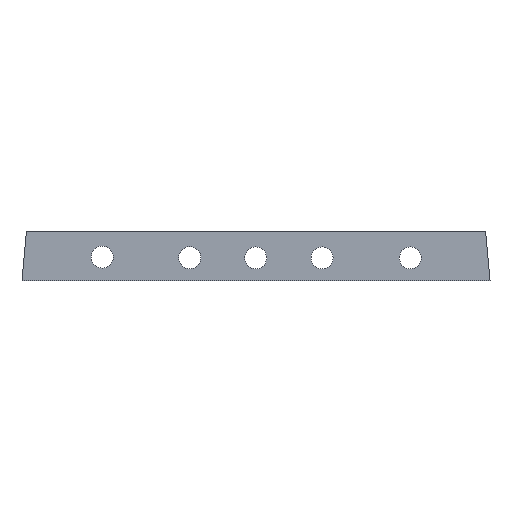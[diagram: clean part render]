
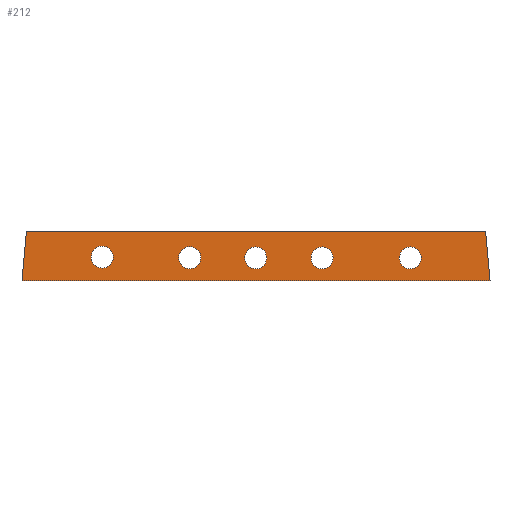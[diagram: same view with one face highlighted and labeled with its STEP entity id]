
A CAD part, top view. The second image highlights one B-rep face of the part: STEP entity #212.
In plain terms, the highlighted planar face has unit normal (0, 0, 1).
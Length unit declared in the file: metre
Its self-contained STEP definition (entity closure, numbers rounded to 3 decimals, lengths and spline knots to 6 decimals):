
#25=FACE_BOUND('',#58,.T.);
#26=FACE_BOUND('',#59,.T.);
#27=FACE_BOUND('',#60,.T.);
#28=FACE_BOUND('',#61,.T.);
#29=FACE_BOUND('',#62,.T.);
#35=CIRCLE('',#243,0.01);
#36=CIRCLE('',#244,0.01);
#37=CIRCLE('',#245,0.01);
#38=CIRCLE('',#246,0.01);
#39=CIRCLE('',#247,0.01);
#41=FACE_OUTER_BOUND('',#57,.T.);
#57=EDGE_LOOP('',(#160,#161,#162,#163));
#58=EDGE_LOOP('',(#164));
#59=EDGE_LOOP('',(#165));
#60=EDGE_LOOP('',(#166));
#61=EDGE_LOOP('',(#167));
#62=EDGE_LOOP('',(#168));
#76=LINE('',#341,#93);
#77=LINE('',#343,#94);
#78=LINE('',#345,#95);
#79=LINE('',#346,#96);
#93=VECTOR('',#277,0.01);
#94=VECTOR('',#278,0.01);
#95=VECTOR('',#279,0.01);
#96=VECTOR('',#280,0.01);
#115=VERTEX_POINT('',#339);
#116=VERTEX_POINT('',#340);
#117=VERTEX_POINT('',#342);
#118=VERTEX_POINT('',#344);
#119=VERTEX_POINT('',#347);
#120=VERTEX_POINT('',#349);
#121=VERTEX_POINT('',#351);
#122=VERTEX_POINT('',#353);
#123=VERTEX_POINT('',#355);
#133=EDGE_CURVE('',#115,#116,#76,.F.);
#134=EDGE_CURVE('',#115,#117,#77,.F.);
#135=EDGE_CURVE('',#117,#118,#78,.F.);
#136=EDGE_CURVE('',#116,#118,#79,.F.);
#137=EDGE_CURVE('',#119,#119,#35,.F.);
#138=EDGE_CURVE('',#120,#120,#36,.F.);
#139=EDGE_CURVE('',#121,#121,#37,.F.);
#140=EDGE_CURVE('',#122,#122,#38,.F.);
#141=EDGE_CURVE('',#123,#123,#39,.F.);
#160=ORIENTED_EDGE('',*,*,#133,.F.);
#161=ORIENTED_EDGE('',*,*,#134,.T.);
#162=ORIENTED_EDGE('',*,*,#135,.T.);
#163=ORIENTED_EDGE('',*,*,#136,.F.);
#164=ORIENTED_EDGE('',*,*,#137,.T.);
#165=ORIENTED_EDGE('',*,*,#138,.T.);
#166=ORIENTED_EDGE('',*,*,#139,.T.);
#167=ORIENTED_EDGE('',*,*,#140,.T.);
#168=ORIENTED_EDGE('',*,*,#141,.T.);
#206=PLANE('',#242);
#212=ADVANCED_FACE('',(#41,#25,#26,#27,#28,#29),#206,.T.);
#242=AXIS2_PLACEMENT_3D('',#338,#275,#276);
#243=AXIS2_PLACEMENT_3D('',#348,#281,#282);
#244=AXIS2_PLACEMENT_3D('',#350,#283,#284);
#245=AXIS2_PLACEMENT_3D('',#352,#285,#286);
#246=AXIS2_PLACEMENT_3D('',#354,#287,#288);
#247=AXIS2_PLACEMENT_3D('',#356,#289,#290);
#275=DIRECTION('center_axis',(0.,0.,1.));
#276=DIRECTION('ref_axis',(1.,0.,0.));
#277=DIRECTION('',(-0.089,-0.996,0.));
#278=DIRECTION('',(-1.,0.,0.));
#279=DIRECTION('',(0.089,-0.996,0.));
#280=DIRECTION('',(-1.,0.,0.));
#281=DIRECTION('center_axis',(0.,0.,1.));
#282=DIRECTION('ref_axis',(-1.,0.,0.));
#283=DIRECTION('center_axis',(0.,0.,1.));
#284=DIRECTION('ref_axis',(-1.,0.,0.));
#285=DIRECTION('center_axis',(0.,0.,1.));
#286=DIRECTION('ref_axis',(-1.,0.,0.));
#287=DIRECTION('center_axis',(0.,0.,1.));
#288=DIRECTION('ref_axis',(-1.,0.,0.));
#289=DIRECTION('center_axis',(0.,0.,1.));
#290=DIRECTION('ref_axis',(-1.,0.,0.));
#338=CARTESIAN_POINT('Origin',(0.00032,0.512363,-0.030592));
#339=CARTESIAN_POINT('',(-0.21218,0.489863,-0.030592));
#340=CARTESIAN_POINT('',(-0.20818,0.534863,-0.030592));
#341=CARTESIAN_POINT('',(-0.209354,0.521645,-0.030592));
#342=CARTESIAN_POINT('',(0.21282,0.489863,-0.030592));
#343=CARTESIAN_POINT('',(-0.052805,0.489863,-0.030592));
#344=CARTESIAN_POINT('',(0.20882,0.534863,-0.030592));
#345=CARTESIAN_POINT('',(0.209995,0.521645,-0.030592));
#346=CARTESIAN_POINT('',(-0.051805,0.534863,-0.030592));
#347=CARTESIAN_POINT('',(-0.129267,0.511362,-0.030592));
#348=CARTESIAN_POINT('Origin',(-0.139267,0.511362,-0.030592));
#349=CARTESIAN_POINT('',(0.150554,0.510601,-0.030592));
#350=CARTESIAN_POINT('Origin',(0.140554,0.510601,-0.030592));
#351=CARTESIAN_POINT('',(-0.049866,0.510846,-0.030592));
#352=CARTESIAN_POINT('Origin',(-0.059866,0.510846,-0.030592));
#353=CARTESIAN_POINT('',(0.070369,0.510594,-0.030592));
#354=CARTESIAN_POINT('Origin',(0.060369,0.510594,-0.030592));
#355=CARTESIAN_POINT('',(0.01,0.510601,-0.030592));
#356=CARTESIAN_POINT('Origin',(0.,0.510601,-0.030592));
